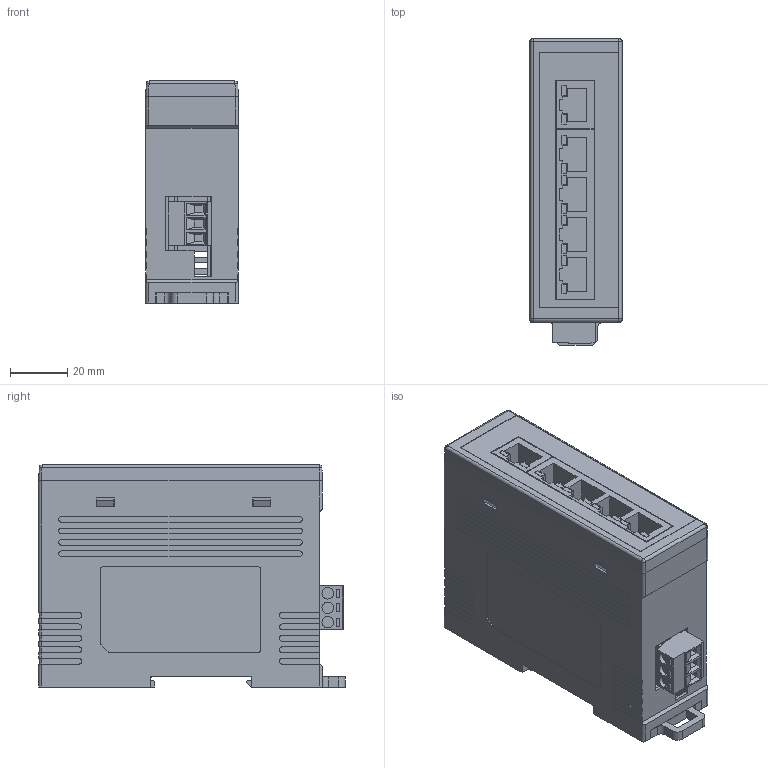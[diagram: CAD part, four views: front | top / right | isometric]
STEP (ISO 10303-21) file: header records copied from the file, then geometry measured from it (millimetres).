
FILE_DESCRIPTION (( 'STEP AP203' ), '1' );
FILE_NAME ('NS-205G.STEP', '2018-01-08T08:56:19', ( 'user' ), ( '' ), 'SwSTEP 2.0', 'SolidWorks 2013', '' );
FILE_SCHEMA (( 'CONFIG_CONTROL_DESIGN' ));
Length unit declared in the file: millimetre
Products named in the file (10): NS-205G; 4SI21K0000001; 4SAPP-201; (X_T)DC-PowerPin(5.08)-3pin; MC100-50803; 4SFPM-201; I-2560 PCB; 2DJ041_RTA-143AGJ1D UDE; 2DJ042_RTC-14DFGJ1D UDE; 4SFP2F010011G
Assembly tree (9 placements, depth 2):
  NS-205G
    4SFP2F010011G
    4SI21K0000001
    4SAPP-201
    (X_T)DC-PowerPin(5.08)-3pin
    MC100-50803
    4SFPM-201
    I-2560 PCB
    2DJ041_RTA-143AGJ1D UDE
    2DJ042_RTC-14DFGJ1D UDE
Bounding box: 32.5 x 107 x 77.5 mm (x, y, z)
Volume: 84252.7 mm3; surface area: 82157.1 mm2
Topology: 9 solids, 9 shells, 1117 faces, 3095 edges, 2025 vertices
Faces by surface type: plane 927, cylinder 160, sphere 22, cone 8
Entity records: 36119 total; most frequent: CARTESIAN_POINT 6291, ORIENTED_EDGE 6138, DIRECTION 5637, EDGE_CURVE 3069, LINE 2709, VECTOR 2709, VERTEX_POINT 2022, AXIS2_PLACEMENT_3D 1464
